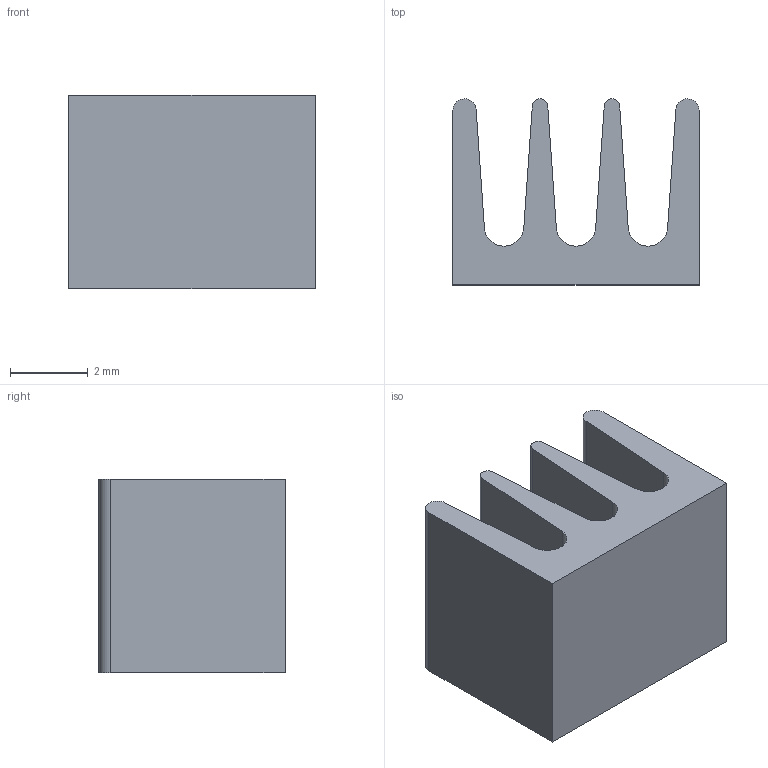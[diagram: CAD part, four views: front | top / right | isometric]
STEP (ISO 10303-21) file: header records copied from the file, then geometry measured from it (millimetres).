
FILE_DESCRIPTION((''),'2;1');
FILE_NAME('ICK_SMD_A_5.stp','2013-05-27T12:09:49',('Lochen'),(''),'Autodesk Inventor 2012','Autodesk Inventor 2012','');
FILE_SCHEMA(('AUTOMOTIVE_DESIGN { 1 0 10303 214 1 1 1 1 }'));
Length unit declared in the file: millimetre
Products named in the file (1): 001023355
Bounding box: 6.35 x 4.8 x 5 mm (x, y, z)
Volume: 84 mm3; surface area: 242 mm2
Topology: 1 solids, 1 shells, 18 faces, 48 edges, 32 vertices
Faces by surface type: plane 11, cylinder 7
Entity records: 592 total; most frequent: DIRECTION 100, CARTESIAN_POINT 99, ORIENTED_EDGE 96, EDGE_CURVE 48, VECTOR 34, LINE 34, AXIS2_PLACEMENT_3D 33, VERTEX_POINT 32
